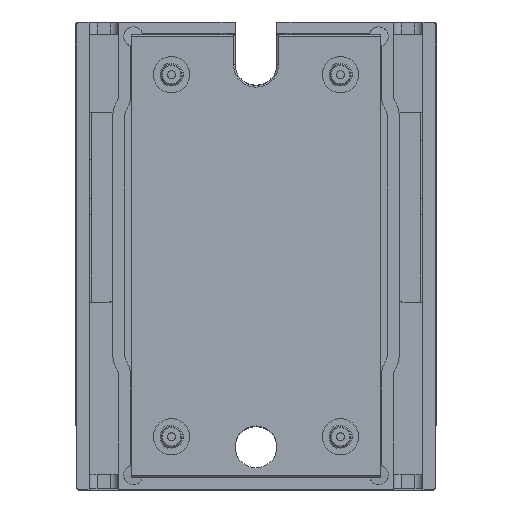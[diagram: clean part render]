
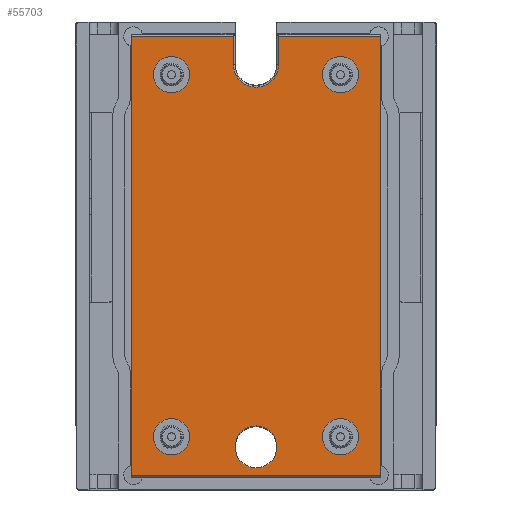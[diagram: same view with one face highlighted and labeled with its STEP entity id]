
A CAD part, front view. The second image highlights one B-rep face of the part: STEP entity #55703.
In plain terms, the highlighted planar face has unit normal (0, -1, 0).
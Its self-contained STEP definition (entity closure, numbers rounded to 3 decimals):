
#55107=CARTESIAN_POINT('',(0.,0.,-23.75));
#55108=DIRECTION('',(0.,1.,0.));
#55109=DIRECTION('',(1.,0.,0.));
#55110=AXIS2_PLACEMENT_3D('',#55107,#55108,#55109);
#55112=CARTESIAN_POINT('',(0.,0.,-23.75));
#55113=DIRECTION('',(0.,1.,0.));
#55114=DIRECTION('',(-1.,0.,0.));
#55115=AXIS2_PLACEMENT_3D('',#55112,#55113,#55114);
#55117=DIRECTION('',(0.,0.,-1.));
#55118=VECTOR('',#55117,54.6);
#55119=CARTESIAN_POINT('',(-15.5,0.,27.3));
#55120=LINE('',#55119,#55118);
#55121=DIRECTION('',(-1.,0.,0.));
#55122=VECTOR('',#55121,12.7);
#55123=CARTESIAN_POINT('',(-2.8,0.,27.3));
#55124=LINE('',#55123,#55122);
#55125=DIRECTION('',(0.,0.,1.));
#55126=VECTOR('',#55125,3.55);
#55127=CARTESIAN_POINT('',(-2.8,0.,23.75));
#55128=LINE('',#55127,#55126);
#55129=CARTESIAN_POINT('',(0.,0.,23.75));
#55130=DIRECTION('',(0.,1.,0.));
#55131=DIRECTION('',(1.,0.,0.));
#55132=AXIS2_PLACEMENT_3D('',#55129,#55130,#55131);
#55134=DIRECTION('',(0.,0.,-1.));
#55135=VECTOR('',#55134,3.55);
#55136=CARTESIAN_POINT('',(2.8,0.,27.3));
#55137=LINE('',#55136,#55135);
#55138=DIRECTION('',(-1.,0.,0.));
#55139=VECTOR('',#55138,12.7);
#55140=CARTESIAN_POINT('',(15.5,0.,27.3));
#55141=LINE('',#55140,#55139);
#55142=DIRECTION('',(0.,0.,-1.));
#55143=VECTOR('',#55142,54.6);
#55144=CARTESIAN_POINT('',(15.5,0.,27.3));
#55145=LINE('',#55144,#55143);
#55146=DIRECTION('',(1.,0.,0.));
#55147=VECTOR('',#55146,31.);
#55148=CARTESIAN_POINT('',(-15.5,0.,-27.3));
#55149=LINE('',#55148,#55147);
#55150=CARTESIAN_POINT('',(10.5,0.,-22.5));
#55151=DIRECTION('',(0.,-1.,0.));
#55152=DIRECTION('',(-1.,0.,0.));
#55153=AXIS2_PLACEMENT_3D('',#55150,#55151,#55152);
#55155=CARTESIAN_POINT('',(10.5,0.,-22.5));
#55156=DIRECTION('',(0.,-1.,0.));
#55157=DIRECTION('',(1.,0.,0.));
#55158=AXIS2_PLACEMENT_3D('',#55155,#55156,#55157);
#55160=CARTESIAN_POINT('',(-10.5,0.,-22.5));
#55161=DIRECTION('',(0.,-1.,0.));
#55162=DIRECTION('',(-1.,0.,0.));
#55163=AXIS2_PLACEMENT_3D('',#55160,#55161,#55162);
#55165=CARTESIAN_POINT('',(-10.5,0.,-22.5));
#55166=DIRECTION('',(0.,-1.,0.));
#55167=DIRECTION('',(1.,0.,0.));
#55168=AXIS2_PLACEMENT_3D('',#55165,#55166,#55167);
#55170=CARTESIAN_POINT('',(10.5,0.,22.5));
#55171=DIRECTION('',(0.,-1.,0.));
#55172=DIRECTION('',(-1.,0.,0.));
#55173=AXIS2_PLACEMENT_3D('',#55170,#55171,#55172);
#55175=CARTESIAN_POINT('',(10.5,0.,22.5));
#55176=DIRECTION('',(0.,-1.,0.));
#55177=DIRECTION('',(1.,0.,0.));
#55178=AXIS2_PLACEMENT_3D('',#55175,#55176,#55177);
#55180=CARTESIAN_POINT('',(-10.5,0.,22.5));
#55181=DIRECTION('',(0.,-1.,0.));
#55182=DIRECTION('',(-1.,0.,0.));
#55183=AXIS2_PLACEMENT_3D('',#55180,#55181,#55182);
#55185=CARTESIAN_POINT('',(-10.5,0.,22.5));
#55186=DIRECTION('',(0.,-1.,0.));
#55187=DIRECTION('',(1.,0.,0.));
#55188=AXIS2_PLACEMENT_3D('',#55185,#55186,#55187);
#55530=CARTESIAN_POINT('',(2.6,0.,-23.75));
#55531=CARTESIAN_POINT('',(-2.6,0.,-23.75));
#55532=VERTEX_POINT('',#55530);
#55533=VERTEX_POINT('',#55531);
#55550=CARTESIAN_POINT('',(-2.8,0.,23.75));
#55551=CARTESIAN_POINT('',(-2.8,0.,27.3));
#55552=VERTEX_POINT('',#55550);
#55553=VERTEX_POINT('',#55551);
#55554=CARTESIAN_POINT('',(2.8,0.,23.75));
#55555=VERTEX_POINT('',#55554);
#55558=CARTESIAN_POINT('',(2.8,0.,27.3));
#55559=VERTEX_POINT('',#55558);
#55562=CARTESIAN_POINT('',(-15.5,0.,27.3));
#55563=CARTESIAN_POINT('',(-15.5,0.,-27.3));
#55564=VERTEX_POINT('',#55562);
#55565=VERTEX_POINT('',#55563);
#55566=CARTESIAN_POINT('',(15.5,0.,27.3));
#55567=CARTESIAN_POINT('',(15.5,0.,-27.3));
#55568=VERTEX_POINT('',#55566);
#55569=VERTEX_POINT('',#55567);
#55618=CARTESIAN_POINT('',(8.25,0.,-22.5));
#55619=CARTESIAN_POINT('',(12.75,0.,-22.5));
#55620=VERTEX_POINT('',#55618);
#55621=VERTEX_POINT('',#55619);
#55622=CARTESIAN_POINT('',(-12.75,0.,-22.5));
#55623=CARTESIAN_POINT('',(-8.25,0.,-22.5));
#55624=VERTEX_POINT('',#55622);
#55625=VERTEX_POINT('',#55623);
#55626=CARTESIAN_POINT('',(8.25,0.,22.5));
#55627=CARTESIAN_POINT('',(12.75,0.,22.5));
#55628=VERTEX_POINT('',#55626);
#55629=VERTEX_POINT('',#55627);
#55630=CARTESIAN_POINT('',(-12.75,0.,22.5));
#55631=CARTESIAN_POINT('',(-8.25,0.,22.5));
#55632=VERTEX_POINT('',#55630);
#55633=VERTEX_POINT('',#55631);
#55650=CARTESIAN_POINT('',(0.,0.,0.));
#55651=DIRECTION('',(0.,1.,0.));
#55652=DIRECTION('',(1.,0.,0.));
#55653=AXIS2_PLACEMENT_3D('',#55650,#55651,#55652);
#55654=PLANE('',#55653);
#55656=ORIENTED_EDGE('',*,*,#55655,.F.);
#55658=ORIENTED_EDGE('',*,*,#55657,.F.);
#55660=ORIENTED_EDGE('',*,*,#55659,.F.);
#55662=ORIENTED_EDGE('',*,*,#55661,.F.);
#55664=ORIENTED_EDGE('',*,*,#55663,.F.);
#55666=ORIENTED_EDGE('',*,*,#55665,.F.);
#55668=ORIENTED_EDGE('',*,*,#55667,.T.);
#55670=ORIENTED_EDGE('',*,*,#55669,.F.);
#55671=EDGE_LOOP('',(#55656,#55658,#55660,#55662,#55664,#55666,#55668,#55670));
#55672=FACE_OUTER_BOUND('',#55671,.F.);
#55674=ORIENTED_EDGE('',*,*,#55673,.F.);
#55676=ORIENTED_EDGE('',*,*,#55675,.F.);
#55677=EDGE_LOOP('',(#55674,#55676));
#55678=FACE_BOUND('',#55677,.F.);
#55680=ORIENTED_EDGE('',*,*,#55679,.T.);
#55682=ORIENTED_EDGE('',*,*,#55681,.T.);
#55683=EDGE_LOOP('',(#55680,#55682));
#55684=FACE_BOUND('',#55683,.F.);
#55686=ORIENTED_EDGE('',*,*,#55685,.T.);
#55688=ORIENTED_EDGE('',*,*,#55687,.T.);
#55689=EDGE_LOOP('',(#55686,#55688));
#55690=FACE_BOUND('',#55689,.F.);
#55692=ORIENTED_EDGE('',*,*,#55691,.T.);
#55694=ORIENTED_EDGE('',*,*,#55693,.T.);
#55695=EDGE_LOOP('',(#55692,#55694));
#55696=FACE_BOUND('',#55695,.F.);
#55698=ORIENTED_EDGE('',*,*,#55697,.T.);
#55700=ORIENTED_EDGE('',*,*,#55699,.T.);
#55701=EDGE_LOOP('',(#55698,#55700));
#55702=FACE_BOUND('',#55701,.F.);
#55111=CIRCLE('',#55110,2.6);
#55116=CIRCLE('',#55115,2.6);
#55133=CIRCLE('',#55132,2.8);
#55154=CIRCLE('',#55153,2.25);
#55159=CIRCLE('',#55158,2.25);
#55164=CIRCLE('',#55163,2.25);
#55169=CIRCLE('',#55168,2.25);
#55174=CIRCLE('',#55173,2.25);
#55179=CIRCLE('',#55178,2.25);
#55184=CIRCLE('',#55183,2.25);
#55189=CIRCLE('',#55188,2.25);
#55655=EDGE_CURVE('',#55564,#55565,#55120,.T.);
#55657=EDGE_CURVE('',#55553,#55564,#55124,.T.);
#55659=EDGE_CURVE('',#55552,#55553,#55128,.T.);
#55661=EDGE_CURVE('',#55555,#55552,#55133,.T.);
#55663=EDGE_CURVE('',#55559,#55555,#55137,.T.);
#55665=EDGE_CURVE('',#55568,#55559,#55141,.T.);
#55667=EDGE_CURVE('',#55568,#55569,#55145,.T.);
#55669=EDGE_CURVE('',#55565,#55569,#55149,.T.);
#55673=EDGE_CURVE('',#55532,#55533,#55111,.T.);
#55675=EDGE_CURVE('',#55533,#55532,#55116,.T.);
#55679=EDGE_CURVE('',#55620,#55621,#55154,.T.);
#55681=EDGE_CURVE('',#55621,#55620,#55159,.T.);
#55685=EDGE_CURVE('',#55624,#55625,#55164,.T.);
#55687=EDGE_CURVE('',#55625,#55624,#55169,.T.);
#55691=EDGE_CURVE('',#55628,#55629,#55174,.T.);
#55693=EDGE_CURVE('',#55629,#55628,#55179,.T.);
#55697=EDGE_CURVE('',#55632,#55633,#55184,.T.);
#55699=EDGE_CURVE('',#55633,#55632,#55189,.T.);
#55703=ADVANCED_FACE('',(#55672,#55678,#55684,#55690,#55696,#55702),#55654,.F.);
